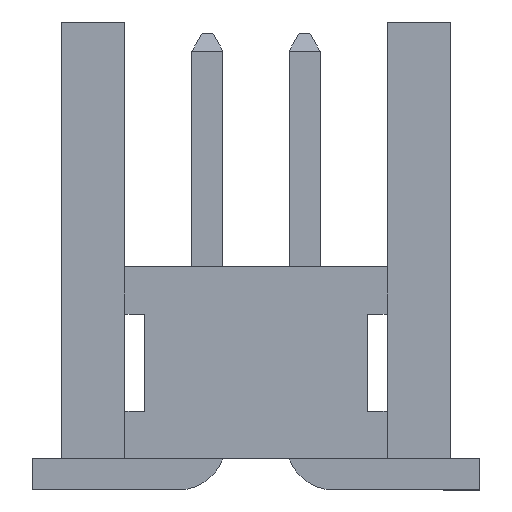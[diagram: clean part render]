
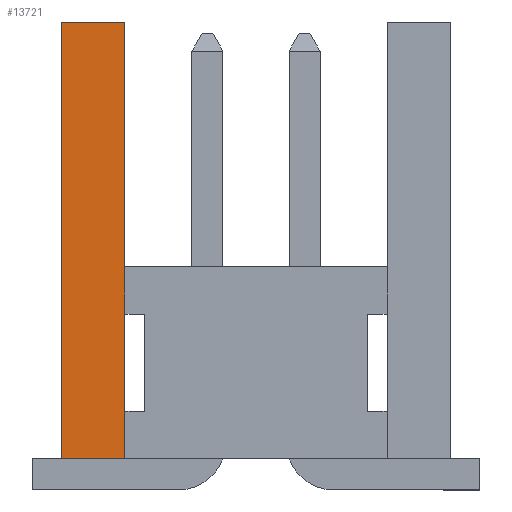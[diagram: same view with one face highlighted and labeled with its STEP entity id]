
A CAD part, left-side view. The second image highlights one B-rep face of the part: STEP entity #13721.
In plain terms, the highlighted planar face has unit normal (-1, 0, 0).
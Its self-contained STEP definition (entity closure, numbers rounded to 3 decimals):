
#309 = VERTEX_POINT('',#310);
#310 = CARTESIAN_POINT('',(-2.545,1.769,2.921));
#324 = PLANE('',#325);
#325 = AXIS2_PLACEMENT_3D('',#326,#327,#328);
#326 = CARTESIAN_POINT('',(2.535,1.769,6.121));
#327 = DIRECTION('',(0.,-1.,0.));
#328 = DIRECTION('',(1.,0.,0.));
#350 = PLANE('',#351);
#351 = AXIS2_PLACEMENT_3D('',#352,#353,#354);
#352 = CARTESIAN_POINT('',(4.44,1.769,2.921));
#353 = DIRECTION('',(0.,-1.,0.));
#354 = DIRECTION('',(1.,0.,0.));
#3393 = PLANE('',#3394);
#3394 = AXIS2_PLACEMENT_3D('',#3395,#3396,#3397);
#3395 = CARTESIAN_POINT('',(4.44,1.769,2.921));
#3396 = DIRECTION('',(0.,-1.,0.));
#3397 = DIRECTION('',(1.,0.,0.));
#3620 = EDGE_CURVE('',#309,#3621,#3623,.T.);
#3621 = VERTEX_POINT('',#3622);
#3622 = CARTESIAN_POINT('',(-2.545,1.769,2.299));
#3623 = SURFACE_CURVE('',#3624,(#3628,#3635),.PCURVE_S1.);
#3624 = LINE('',#3625,#3626);
#3625 = CARTESIAN_POINT('',(-2.545,1.769,6.121));
#3626 = VECTOR('',#3627,1.);
#3627 = DIRECTION('',(0.,0.,-1.));
#3628 = PCURVE('',#350,#3629);
#3629 = DEFINITIONAL_REPRESENTATION('',(#3630),#3634);
#3630 = LINE('',#3631,#3632);
#3631 = CARTESIAN_POINT('',(-6.985,3.2));
#3632 = VECTOR('',#3633,1.);
#3633 = DIRECTION('',(0.,-1.));
#3634 = ( GEOMETRIC_REPRESENTATION_CONTEXT(2) 
PARAMETRIC_REPRESENTATION_CONTEXT() REPRESENTATION_CONTEXT('2D SPACE',''
  ) );
#3635 = PCURVE('',#3636,#3641);
#3636 = PLANE('',#3637);
#3637 = AXIS2_PLACEMENT_3D('',#3638,#3639,#3640);
#3638 = CARTESIAN_POINT('',(-2.545,-2.486,0.533));
#3639 = DIRECTION('',(-1.,0.,0.));
#3640 = DIRECTION('',(0.,-1.,0.));
#3641 = DEFINITIONAL_REPRESENTATION('',(#3642),#3646);
#3642 = LINE('',#3643,#3644);
#3643 = CARTESIAN_POINT('',(-4.255,5.588));
#3644 = VECTOR('',#3645,1.);
#3645 = DIRECTION('',(0.,-1.));
#3646 = ( GEOMETRIC_REPRESENTATION_CONTEXT(2) 
PARAMETRIC_REPRESENTATION_CONTEXT() REPRESENTATION_CONTEXT('2D SPACE',''
  ) );
#3727 = EDGE_CURVE('',#3728,#309,#3730,.T.);
#3728 = VERTEX_POINT('',#3729);
#3729 = CARTESIAN_POINT('',(-2.545,1.769,6.121));
#3730 = SURFACE_CURVE('',#3731,(#3735,#3742),.PCURVE_S1.);
#3731 = LINE('',#3732,#3733);
#3732 = CARTESIAN_POINT('',(-2.545,1.769,6.121));
#3733 = VECTOR('',#3734,1.);
#3734 = DIRECTION('',(0.,0.,-1.));
#3735 = PCURVE('',#324,#3736);
#3736 = DEFINITIONAL_REPRESENTATION('',(#3737),#3741);
#3737 = LINE('',#3738,#3739);
#3738 = CARTESIAN_POINT('',(-5.08,0.));
#3739 = VECTOR('',#3740,1.);
#3740 = DIRECTION('',(0.,-1.));
#3741 = ( GEOMETRIC_REPRESENTATION_CONTEXT(2) 
PARAMETRIC_REPRESENTATION_CONTEXT() REPRESENTATION_CONTEXT('2D SPACE',''
  ) );
#3742 = PCURVE('',#3636,#3743);
#3743 = DEFINITIONAL_REPRESENTATION('',(#3744),#3748);
#3744 = LINE('',#3745,#3746);
#3745 = CARTESIAN_POINT('',(-4.255,5.588));
#3746 = VECTOR('',#3747,1.);
#3747 = DIRECTION('',(0.,-1.));
#3748 = ( GEOMETRIC_REPRESENTATION_CONTEXT(2) 
PARAMETRIC_REPRESENTATION_CONTEXT() REPRESENTATION_CONTEXT('2D SPACE',''
  ) );
#3793 = PLANE('',#3794);
#3794 = AXIS2_PLACEMENT_3D('',#3795,#3796,#3797);
#3795 = CARTESIAN_POINT('',(-0.005,0.054,6.121));
#3796 = DIRECTION('',(0.,0.,-1.));
#3797 = DIRECTION('',(0.,1.,0.));
#10608 = VERTEX_POINT('',#10609);
#10609 = CARTESIAN_POINT('',(-2.545,1.769,1.029));
#10623 = PLANE('',#10624);
#10624 = AXIS2_PLACEMENT_3D('',#10625,#10626,#10627);
#10625 = CARTESIAN_POINT('',(2.535,1.769,6.121));
#10626 = DIRECTION('',(0.,-1.,0.));
#10627 = DIRECTION('',(1.,0.,0.));
#10660 = EDGE_CURVE('',#10608,#10661,#10663,.T.);
#10661 = VERTEX_POINT('',#10662);
#10662 = CARTESIAN_POINT('',(-2.545,1.769,0.406));
#10663 = SURFACE_CURVE('',#10664,(#10668,#10675),.PCURVE_S1.);
#10664 = LINE('',#10665,#10666);
#10665 = CARTESIAN_POINT('',(-2.545,1.769,2.921));
#10666 = VECTOR('',#10667,1.);
#10667 = DIRECTION('',(0.,0.,-1.));
#10668 = PCURVE('',#3393,#10669);
#10669 = DEFINITIONAL_REPRESENTATION('',(#10670),#10674);
#10670 = LINE('',#10671,#10672);
#10671 = CARTESIAN_POINT('',(-6.985,0.));
#10672 = VECTOR('',#10673,1.);
#10673 = DIRECTION('',(0.,-1.));
#10674 = ( GEOMETRIC_REPRESENTATION_CONTEXT(2) 
PARAMETRIC_REPRESENTATION_CONTEXT() REPRESENTATION_CONTEXT('2D SPACE',''
  ) );
#10675 = PCURVE('',#3636,#10676);
#10676 = DEFINITIONAL_REPRESENTATION('',(#10677),#10681);
#10677 = LINE('',#10678,#10679);
#10678 = CARTESIAN_POINT('',(-4.255,2.388));
#10679 = VECTOR('',#10680,1.);
#10680 = DIRECTION('',(0.,-1.));
#10681 = ( GEOMETRIC_REPRESENTATION_CONTEXT(2) 
PARAMETRIC_REPRESENTATION_CONTEXT() REPRESENTATION_CONTEXT('2D SPACE',''
  ) );
#10699 = PLANE('',#10700);
#10700 = AXIS2_PLACEMENT_3D('',#10701,#10702,#10703);
#10701 = CARTESIAN_POINT('',(4.008,1.731,0.406));
#10702 = DIRECTION('',(0.,0.,1.));
#10703 = DIRECTION('',(0.,-1.,0.));
#12928 = PLANE('',#12929);
#12929 = AXIS2_PLACEMENT_3D('',#12930,#12931,#12932);
#12930 = CARTESIAN_POINT('',(-2.545,2.594,0.533));
#12931 = DIRECTION('',(0.,1.,0.));
#12932 = DIRECTION('',(-1.,0.,0.));
#13721 = ADVANCED_FACE('',(#13722),#3636,.T.);
#13722 = FACE_BOUND('',#13723,.T.);
#13723 = EDGE_LOOP('',(#13724,#13725,#13746,#13747,#13748,#13771,#13794)
  );
#13724 = ORIENTED_EDGE('',*,*,#10660,.F.);
#13725 = ORIENTED_EDGE('',*,*,#13726,.F.);
#13726 = EDGE_CURVE('',#3621,#10608,#13727,.T.);
#13727 = SURFACE_CURVE('',#13728,(#13732,#13739),.PCURVE_S1.);
#13728 = LINE('',#13729,#13730);
#13729 = CARTESIAN_POINT('',(-2.545,1.769,6.121));
#13730 = VECTOR('',#13731,1.);
#13731 = DIRECTION('',(0.,0.,-1.));
#13732 = PCURVE('',#3636,#13733);
#13733 = DEFINITIONAL_REPRESENTATION('',(#13734),#13738);
#13734 = LINE('',#13735,#13736);
#13735 = CARTESIAN_POINT('',(-4.255,5.588));
#13736 = VECTOR('',#13737,1.);
#13737 = DIRECTION('',(0.,-1.));
#13738 = ( GEOMETRIC_REPRESENTATION_CONTEXT(2) 
PARAMETRIC_REPRESENTATION_CONTEXT() REPRESENTATION_CONTEXT('2D SPACE',''
  ) );
#13739 = PCURVE('',#10623,#13740);
#13740 = DEFINITIONAL_REPRESENTATION('',(#13741),#13745);
#13741 = LINE('',#13742,#13743);
#13742 = CARTESIAN_POINT('',(-5.08,0.));
#13743 = VECTOR('',#13744,1.);
#13744 = DIRECTION('',(0.,-1.));
#13745 = ( GEOMETRIC_REPRESENTATION_CONTEXT(2) 
PARAMETRIC_REPRESENTATION_CONTEXT() REPRESENTATION_CONTEXT('2D SPACE',''
  ) );
#13746 = ORIENTED_EDGE('',*,*,#3620,.F.);
#13747 = ORIENTED_EDGE('',*,*,#3727,.F.);
#13748 = ORIENTED_EDGE('',*,*,#13749,.T.);
#13749 = EDGE_CURVE('',#3728,#13750,#13752,.T.);
#13750 = VERTEX_POINT('',#13751);
#13751 = CARTESIAN_POINT('',(-2.545,2.594,6.121));
#13752 = SURFACE_CURVE('',#13753,(#13757,#13764),.PCURVE_S1.);
#13753 = LINE('',#13754,#13755);
#13754 = CARTESIAN_POINT('',(-2.545,1.769,6.121));
#13755 = VECTOR('',#13756,1.);
#13756 = DIRECTION('',(0.,1.,0.));
#13757 = PCURVE('',#3636,#13758);
#13758 = DEFINITIONAL_REPRESENTATION('',(#13759),#13763);
#13759 = LINE('',#13760,#13761);
#13760 = CARTESIAN_POINT('',(-4.255,5.588));
#13761 = VECTOR('',#13762,1.);
#13762 = DIRECTION('',(-1.,0.));
#13763 = ( GEOMETRIC_REPRESENTATION_CONTEXT(2) 
PARAMETRIC_REPRESENTATION_CONTEXT() REPRESENTATION_CONTEXT('2D SPACE',''
  ) );
#13764 = PCURVE('',#3793,#13765);
#13765 = DEFINITIONAL_REPRESENTATION('',(#13766),#13770);
#13766 = LINE('',#13767,#13768);
#13767 = CARTESIAN_POINT('',(1.715,-2.54));
#13768 = VECTOR('',#13769,1.);
#13769 = DIRECTION('',(1.,0.));
#13770 = ( GEOMETRIC_REPRESENTATION_CONTEXT(2) 
PARAMETRIC_REPRESENTATION_CONTEXT() REPRESENTATION_CONTEXT('2D SPACE',''
  ) );
#13771 = ORIENTED_EDGE('',*,*,#13772,.T.);
#13772 = EDGE_CURVE('',#13750,#13773,#13775,.T.);
#13773 = VERTEX_POINT('',#13774);
#13774 = CARTESIAN_POINT('',(-2.545,2.594,0.406));
#13775 = SURFACE_CURVE('',#13776,(#13780,#13787),.PCURVE_S1.);
#13776 = LINE('',#13777,#13778);
#13777 = CARTESIAN_POINT('',(-2.545,2.594,0.533));
#13778 = VECTOR('',#13779,1.);
#13779 = DIRECTION('',(0.,0.,-1.));
#13780 = PCURVE('',#3636,#13781);
#13781 = DEFINITIONAL_REPRESENTATION('',(#13782),#13786);
#13782 = LINE('',#13783,#13784);
#13783 = CARTESIAN_POINT('',(-5.08,0.));
#13784 = VECTOR('',#13785,1.);
#13785 = DIRECTION('',(0.,-1.));
#13786 = ( GEOMETRIC_REPRESENTATION_CONTEXT(2) 
PARAMETRIC_REPRESENTATION_CONTEXT() REPRESENTATION_CONTEXT('2D SPACE',''
  ) );
#13787 = PCURVE('',#12928,#13788);
#13788 = DEFINITIONAL_REPRESENTATION('',(#13789),#13793);
#13789 = LINE('',#13790,#13791);
#13790 = CARTESIAN_POINT('',(0.,0.));
#13791 = VECTOR('',#13792,1.);
#13792 = DIRECTION('',(0.,-1.));
#13793 = ( GEOMETRIC_REPRESENTATION_CONTEXT(2) 
PARAMETRIC_REPRESENTATION_CONTEXT() REPRESENTATION_CONTEXT('2D SPACE',''
  ) );
#13794 = ORIENTED_EDGE('',*,*,#13795,.F.);
#13795 = EDGE_CURVE('',#10661,#13773,#13796,.T.);
#13796 = SURFACE_CURVE('',#13797,(#13801,#13808),.PCURVE_S1.);
#13797 = LINE('',#13798,#13799);
#13798 = CARTESIAN_POINT('',(-2.545,-2.486,0.406));
#13799 = VECTOR('',#13800,1.);
#13800 = DIRECTION('',(0.,1.,0.));
#13801 = PCURVE('',#3636,#13802);
#13802 = DEFINITIONAL_REPRESENTATION('',(#13803),#13807);
#13803 = LINE('',#13804,#13805);
#13804 = CARTESIAN_POINT('',(0.,-0.127));
#13805 = VECTOR('',#13806,1.);
#13806 = DIRECTION('',(-1.,0.));
#13807 = ( GEOMETRIC_REPRESENTATION_CONTEXT(2) 
PARAMETRIC_REPRESENTATION_CONTEXT() REPRESENTATION_CONTEXT('2D SPACE',''
  ) );
#13808 = PCURVE('',#10699,#13809);
#13809 = DEFINITIONAL_REPRESENTATION('',(#13810),#13814);
#13810 = LINE('',#13811,#13812);
#13811 = CARTESIAN_POINT('',(4.216,-6.553));
#13812 = VECTOR('',#13813,1.);
#13813 = DIRECTION('',(-1.,0.));
#13814 = ( GEOMETRIC_REPRESENTATION_CONTEXT(2) 
PARAMETRIC_REPRESENTATION_CONTEXT() REPRESENTATION_CONTEXT('2D SPACE',''
  ) );
